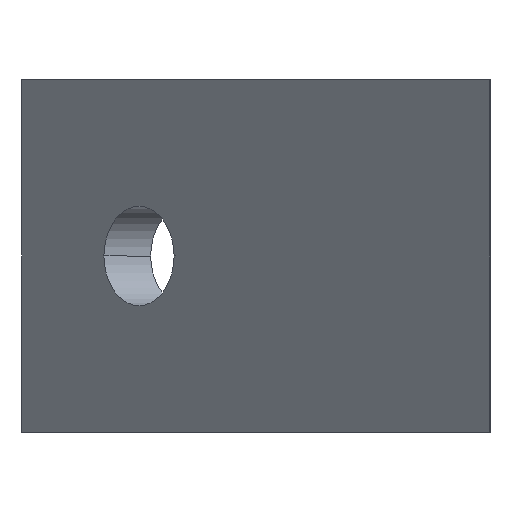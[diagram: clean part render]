
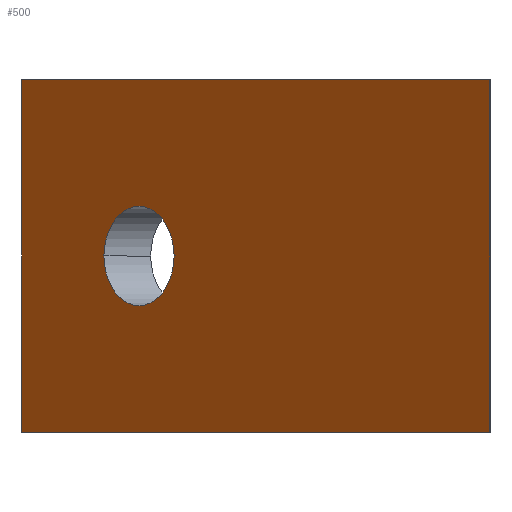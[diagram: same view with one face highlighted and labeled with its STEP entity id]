
A CAD part, left-side view. The second image highlights one B-rep face of the part: STEP entity #500.
In plain terms, the highlighted planar face has unit normal (-0.707, 0.707, 0).
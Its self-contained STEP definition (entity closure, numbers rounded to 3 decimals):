
#8 = EDGE_CURVE ( 'NONE', #357, #137, #213, .T. ) ;
#30 = CARTESIAN_POINT ( 'NONE',  ( -30., 0., -32. ) ) ;
#49 = CARTESIAN_POINT ( 'NONE',  ( -30., 0., -32. ) ) ;
#51 = CARTESIAN_POINT ( 'NONE',  ( -27., 3., 0. ) ) ;
#122 = AXIS2_PLACEMENT_3D ( 'NONE', #679, #409, #292 ) ;
#137 = VERTEX_POINT ( 'NONE', #529 ) ;
#145 = EDGE_CURVE ( 'NONE', #137, #357, #301, .T. ) ;
#152 = DIRECTION ( 'NONE',  ( 0.707, 0.707, 0. ) ) ;
#161 = ORIENTED_EDGE ( 'NONE', *, *, #145, .F. ) ;
#165 = FACE_OUTER_BOUND ( 'NONE', #541, .T. ) ;
#182 = DIRECTION ( 'NONE',  ( -0.707, -0.707, 0. ) ) ;
#213 = CIRCLE ( 'NONE', #122, 4.5 ) ;
#215 = CARTESIAN_POINT ( 'NONE',  ( -27., 3., -32. ) ) ;
#225 = AXIS2_PLACEMENT_3D ( 'NONE', #422, #595, #182 ) ;
#231 = DIRECTION ( 'NONE',  ( -0.707, -0.707, 0. ) ) ;
#286 = DIRECTION ( 'NONE',  ( 0., 0., -1. ) ) ;
#290 = ORIENTED_EDGE ( 'NONE', *, *, #696, .F. ) ;
#292 = DIRECTION ( 'NONE',  ( -0.707, -0.707, 0. ) ) ;
#301 = CIRCLE ( 'NONE', #225, 4.5 ) ;
#305 = EDGE_CURVE ( 'NONE', #522, #341, #663, .T. ) ;
#308 = ORIENTED_EDGE ( 'NONE', *, *, #373, .F. ) ;
#317 = LINE ( 'NONE', #547, #420 ) ;
#324 = VERTEX_POINT ( 'NONE', #554 ) ;
#326 = DIRECTION ( 'NONE',  ( 0., 0., 1. ) ) ;
#335 = VECTOR ( 'NONE', #152, 1000. ) ;
#341 = VERTEX_POINT ( 'NONE', #612 ) ;
#357 = VERTEX_POINT ( 'NONE', #447 ) ;
#373 = EDGE_CURVE ( 'NONE', #522, #418, #714, .T. ) ;
#386 = EDGE_CURVE ( 'NONE', #418, #324, #317, .T. ) ;
#404 = VECTOR ( 'NONE', #231, 1000. ) ;
#409 = DIRECTION ( 'NONE',  ( -0.707, 0.707, 0. ) ) ;
#418 = VERTEX_POINT ( 'NONE', #504 ) ;
#420 = VECTOR ( 'NONE', #326, 1000. ) ;
#422 = CARTESIAN_POINT ( 'NONE',  ( 1.82, 31.82, -16. ) ) ;
#423 = AXIS2_PLACEMENT_3D ( 'NONE', #517, #464, #286 ) ;
#447 = CARTESIAN_POINT ( 'NONE',  ( -1.362, 28.638, -16. ) ) ;
#464 = DIRECTION ( 'NONE',  ( -0.707, 0.707, 0. ) ) ;
#477 = ORIENTED_EDGE ( 'NONE', *, *, #305, .T. ) ;
#500 = ADVANCED_FACE ( 'NONE', ( #502, #165 ), #683, .T. ) ;
#502 = FACE_BOUND ( 'NONE', #588, .T. ) ;
#504 = CARTESIAN_POINT ( 'NONE',  ( 12.426, 42.426, -32. ) ) ;
#506 = ORIENTED_EDGE ( 'NONE', *, *, #8, .F. ) ;
#517 = CARTESIAN_POINT ( 'NONE',  ( -27., 3., 0. ) ) ;
#522 = VERTEX_POINT ( 'NONE', #49 ) ;
#529 = CARTESIAN_POINT ( 'NONE',  ( 5.002, 35.002, -16. ) ) ;
#541 = EDGE_LOOP ( 'NONE', ( #308, #477, #290, #618 ) ) ;
#547 = CARTESIAN_POINT ( 'NONE',  ( 12.426, 42.426, -95.071 ) ) ;
#554 = CARTESIAN_POINT ( 'NONE',  ( 12.426, 42.426, 0. ) ) ;
#561 = VECTOR ( 'NONE', #661, 1000. ) ;
#588 = EDGE_LOOP ( 'NONE', ( #506, #161 ) ) ;
#595 = DIRECTION ( 'NONE',  ( -0.707, 0.707, 0. ) ) ;
#612 = CARTESIAN_POINT ( 'NONE',  ( -30., 0., 0. ) ) ;
#618 = ORIENTED_EDGE ( 'NONE', *, *, #386, .F. ) ;
#629 = LINE ( 'NONE', #51, #404 ) ;
#661 = DIRECTION ( 'NONE',  ( 0., 0., 1. ) ) ;
#663 = LINE ( 'NONE', #30, #561 ) ;
#679 = CARTESIAN_POINT ( 'NONE',  ( 1.82, 31.82, -16. ) ) ;
#683 = PLANE ( 'NONE',  #423 ) ;
#696 = EDGE_CURVE ( 'NONE', #324, #341, #629, .T. ) ;
#714 = LINE ( 'NONE', #215, #335 ) ;
